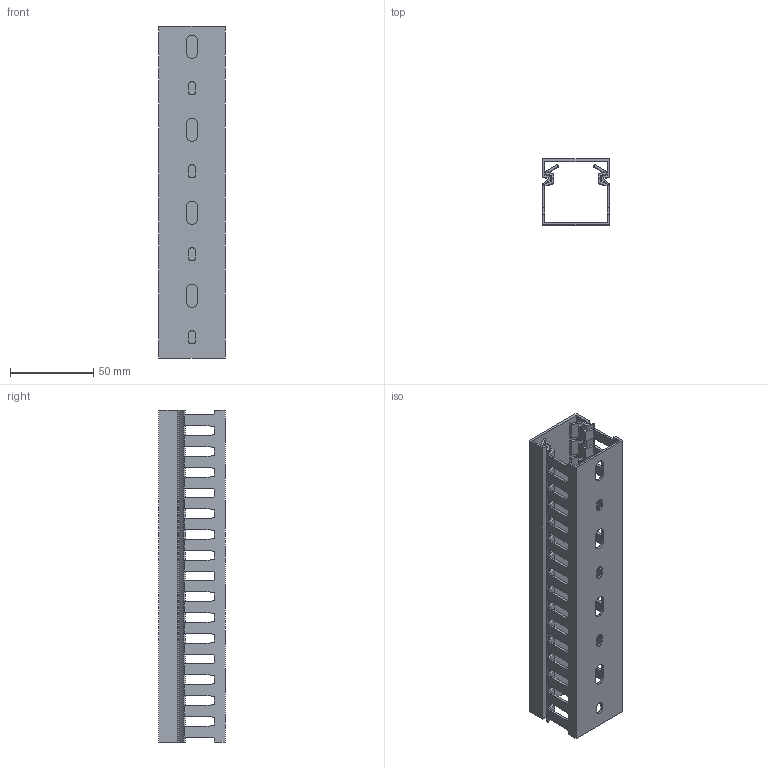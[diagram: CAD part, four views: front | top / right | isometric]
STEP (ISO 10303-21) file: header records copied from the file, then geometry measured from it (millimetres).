
FILE_DESCRIPTION((''),'2;1');
FILE_NAME('HA740040_ASM','2022-04-08T09:09:05',('pfeiferc'),(''),'CREO PARAMETRIC BY PTC INC, 2021184','CREO PARAMETRIC BY PTC INC, 2021184','');
FILE_SCHEMA(('AUTOMOTIVE_DESIGN { 1 0 10303 214 1 1 1 1 }'));
Length unit declared in the file: millimetre
Products named in the file (3): PROXY_65718-M; PROXY_21058-M; HA740040_ASM
Assembly tree (2 placements, depth 2):
  HA740040_ASM
    PROXY_65718-M
    PROXY_21058-M
Bounding box: 40 x 40 x 200 mm (x, y, z)
Volume: 48148.3 mm3; surface area: 75375.4 mm2
Topology: 2 solids, 2 shells, 672 faces, 2004 edges, 1336 vertices
Faces by surface type: plane 586, cylinder 86
Entity records: 30149 total; most frequent: CARTESIAN_POINT 4175, ORIENTED_EDGE 4008, DIRECTION 3767, EDGE_CURVE 2004, PRESENTATION_STYLE_ASSIGNMENT 1959, STYLED_ITEM 1959, CURVE_STYLE 1958, VECTOR 1842
